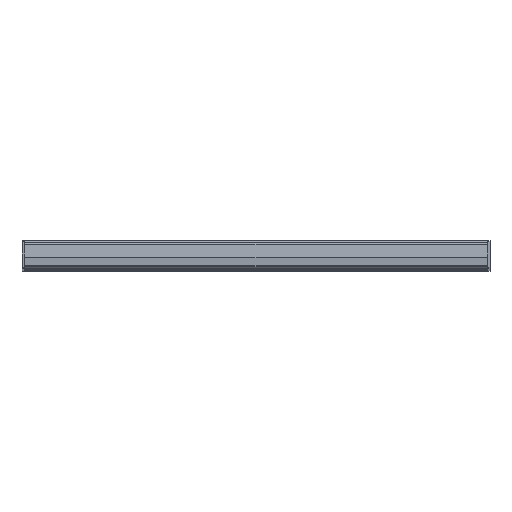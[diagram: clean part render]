
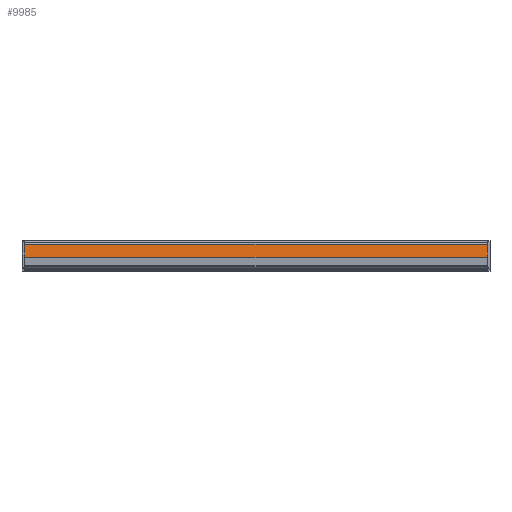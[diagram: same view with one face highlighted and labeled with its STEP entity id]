
A CAD part, top view. The second image highlights one B-rep face of the part: STEP entity #9985.
In plain terms, the highlighted face is planar.
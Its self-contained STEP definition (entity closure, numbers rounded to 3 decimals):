
#6391=DIRECTION('',(1.,0.,0.));
#6392=VECTOR('',#6391,500.);
#6393=CARTESIAN_POINT('',(-250.,-1.065,-12.174));
#6394=LINE('',#6393,#6392);
#6430=DIRECTION('',(0.,-0.087,-0.996));
#6431=VECTOR('',#6430,22.609);
#6432=CARTESIAN_POINT('',(-250.,0.905,10.349));
#6433=LINE('',#6432,#6431);
#6438=DIRECTION('',(1.,0.,0.));
#6439=VECTOR('',#6438,500.);
#6440=CARTESIAN_POINT('',(-250.,0.905,10.349));
#6441=LINE('',#6440,#6439);
#6464=DIRECTION('',(0.,-0.087,-0.996));
#6465=VECTOR('',#6464,22.609);
#6466=CARTESIAN_POINT('',(250.,0.905,10.349));
#6467=LINE('',#6466,#6465);
#8322=CARTESIAN_POINT('',(-250.,-1.065,-12.174));
#8323=CARTESIAN_POINT('',(250.,-1.065,-12.174));
#8324=VERTEX_POINT('',#8322);
#8325=VERTEX_POINT('',#8323);
#8326=CARTESIAN_POINT('',(-250.,0.905,10.349));
#8327=CARTESIAN_POINT('',(250.,0.905,10.349));
#8328=VERTEX_POINT('',#8326);
#8329=VERTEX_POINT('',#8327);
#9973=CARTESIAN_POINT('',(-250.,1.225,14.));
#9974=DIRECTION('',(0.,-0.996,0.087));
#9975=DIRECTION('',(0.,-0.087,-0.996));
#9976=AXIS2_PLACEMENT_3D('',#9973,#9974,#9975);
#9977=PLANE('',#9976);
#9978=ORIENTED_EDGE('',*,*,#9938,.F.);
#9979=ORIENTED_EDGE('',*,*,#9963,.T.);
#9981=ORIENTED_EDGE('',*,*,#9980,.T.);
#9982=ORIENTED_EDGE('',*,*,#9881,.F.);
#9983=EDGE_LOOP('',(#9978,#9979,#9981,#9982));
#9984=FACE_OUTER_BOUND('',#9983,.F.);
#9985=ADVANCED_FACE('',(#9984),#9977,.T.);
#9881=EDGE_CURVE('',#8324,#8325,#6394,.T.);
#9938=EDGE_CURVE('',#8328,#8324,#6433,.T.);
#9963=EDGE_CURVE('',#8328,#8329,#6441,.T.);
#9980=EDGE_CURVE('',#8329,#8325,#6467,.T.);
